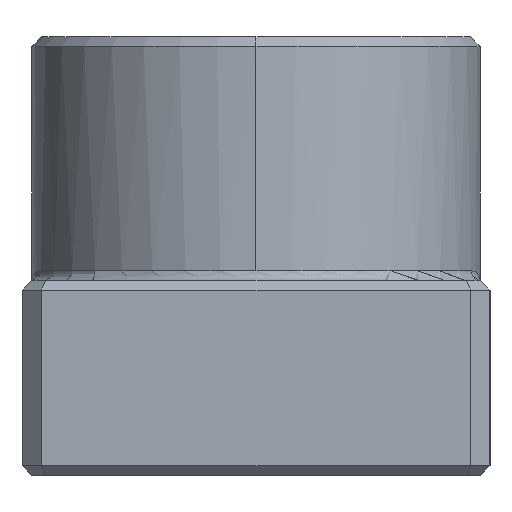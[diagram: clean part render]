
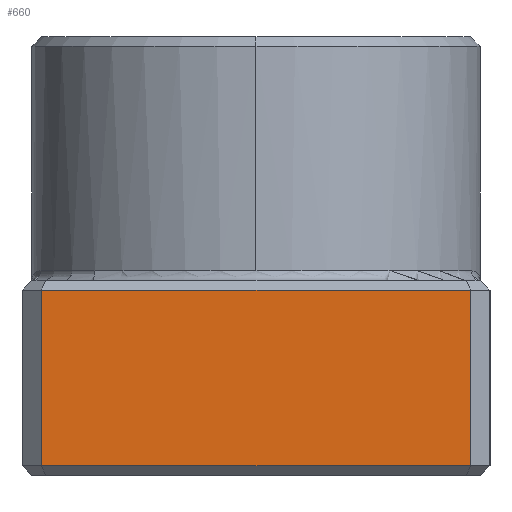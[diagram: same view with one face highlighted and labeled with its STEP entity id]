
A CAD part, left-side view. The second image highlights one B-rep face of the part: STEP entity #660.
In plain terms, the highlighted planar face has unit normal (-1, 0, 0).
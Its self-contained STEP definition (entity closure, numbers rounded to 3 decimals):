
#26 = VERTEX_POINT ( 'NONE', #2629 ) ;
#119 = VERTEX_POINT ( 'NONE', #314 ) ;
#314 = CARTESIAN_POINT ( 'NONE',  ( -42., -22., 1. ) ) ;
#356 = LINE ( 'NONE', #3016, #1609 ) ;
#547 = CARTESIAN_POINT ( 'NONE',  ( -42., -22., 19. ) ) ;
#660 = ADVANCED_FACE ( 'NONE', ( #2406 ), #1070, .F. ) ;
#665 = ORIENTED_EDGE ( 'NONE', *, *, #3056, .F. ) ;
#728 = ORIENTED_EDGE ( 'NONE', *, *, #3413, .T. ) ;
#775 = DIRECTION ( 'NONE',  ( 0., 0., -1. ) ) ;
#798 = CARTESIAN_POINT ( 'NONE',  ( -42., 22., 20. ) ) ;
#1070 = PLANE ( 'NONE',  #1456 ) ;
#1191 = ORIENTED_EDGE ( 'NONE', *, *, #3234, .T. ) ;
#1324 = DIRECTION ( 'NONE',  ( 1., 0., 0. ) ) ;
#1456 = AXIS2_PLACEMENT_3D ( 'NONE', #798, #1324, #3221 ) ;
#1609 = VECTOR ( 'NONE', #2755, 1000. ) ;
#1632 = ORIENTED_EDGE ( 'NONE', *, *, #2880, .T. ) ;
#1820 = VERTEX_POINT ( 'NONE', #3047 ) ;
#1822 = CARTESIAN_POINT ( 'NONE',  ( -42., -22., 20. ) ) ;
#1831 = LINE ( 'NONE', #2129, #3204 ) ;
#1943 = EDGE_LOOP ( 'NONE', ( #728, #1191, #665, #1632 ) ) ;
#2033 = DIRECTION ( 'NONE',  ( 0., 1., 0. ) ) ;
#2129 = CARTESIAN_POINT ( 'NONE',  ( -42., 22., 20. ) ) ;
#2322 = CARTESIAN_POINT ( 'NONE',  ( -42., 22., 19. ) ) ;
#2406 = FACE_OUTER_BOUND ( 'NONE', #1943, .T. ) ;
#2413 = DIRECTION ( 'NONE',  ( 0., 0., -1. ) ) ;
#2589 = LINE ( 'NONE', #2322, #3129 ) ;
#2629 = CARTESIAN_POINT ( 'NONE',  ( -42., 22., 19. ) ) ;
#2755 = DIRECTION ( 'NONE',  ( 0., -1., 0. ) ) ;
#2872 = LINE ( 'NONE', #1822, #3486 ) ;
#2880 = EDGE_CURVE ( 'NONE', #3466, #26, #2589, .T. ) ;
#3016 = CARTESIAN_POINT ( 'NONE',  ( -42., 22., 1. ) ) ;
#3047 = CARTESIAN_POINT ( 'NONE',  ( -42., 22., 1. ) ) ;
#3056 = EDGE_CURVE ( 'NONE', #3466, #119, #2872, .T. ) ;
#3129 = VECTOR ( 'NONE', #2033, 1000. ) ;
#3204 = VECTOR ( 'NONE', #2413, 1000. ) ;
#3221 = DIRECTION ( 'NONE',  ( 0., 1., 0. ) ) ;
#3234 = EDGE_CURVE ( 'NONE', #1820, #119, #356, .T. ) ;
#3413 = EDGE_CURVE ( 'NONE', #26, #1820, #1831, .T. ) ;
#3466 = VERTEX_POINT ( 'NONE', #547 ) ;
#3486 = VECTOR ( 'NONE', #775, 1000. ) ;
